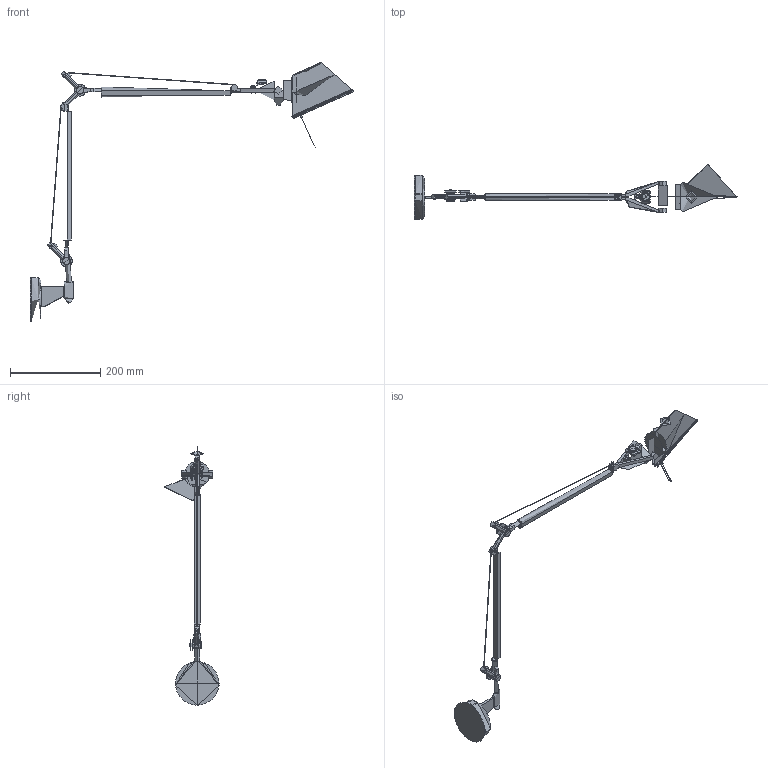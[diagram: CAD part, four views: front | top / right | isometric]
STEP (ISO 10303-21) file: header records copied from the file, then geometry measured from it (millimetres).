
FILE_DESCRIPTION(/* description */ (''),/* implementation_level */ '2;1');
FILE_NAME(/* name */ 'Tolomeo mini parete',/* time_stamp */ '2016-05-02T12:48:45+02:00',/* author */ (''),/* organization */ (''),/* preprocessor_version */ 'ST-DEVELOPER v15',/* originating_system */ '',/* authorisation */ '');
FILE_SCHEMA (('AUTOMOTIVE_DESIGN'));
Length unit declared in the file: millimetre
Products named in the file (31): Document; Blocco 02; Blocco 03; Blocco 04; Blocco 05; Blocco 06; Blocco 07; Blocco 08; Blocco 09; Blocco 10; Blocco 11; Blocco 12; Blocco 13; Blocco 14; Blocco 15; Blocco 16; Blocco 17; Blocco 18; Blocco 19; Blocco 20; Blocco 21; Blocco 22; Blocco 23; Blocco 24; Blocco 25; Blocco 26; Blocco 27; Blocco 28; Blocco 29; Blocco 30; Blocco 31
Assembly tree (30 placements, depth 2):
  Document
    Blocco 02
    Blocco 03
    Blocco 04
    Blocco 05
    Blocco 06
    Blocco 07
    Blocco 08
    Blocco 09
    Blocco 10
    Blocco 11
    Blocco 12
    Blocco 13
    Blocco 14
    Blocco 15
    Blocco 16
    Blocco 17
    Blocco 18
    Blocco 19
    Blocco 20
    Blocco 21
    Blocco 22
    Blocco 23
    Blocco 24
    Blocco 25
    Blocco 26
    Blocco 27
    Blocco 28
    Blocco 29
    Blocco 30
    Blocco 31
Bounding box: 715 x 120.54 x 573.41 mm (x, y, z)
Surface area: 188584.2 mm2 (no closed solid volume)
Topology: 0 solids, 525 shells, 575 faces, 2513 edges, 2463 vertices
Faces by surface type: bspline 301, plane 274
Entity records: 33039 total; most frequent: CARTESIAN_POINT 18807, ORIENTED_EDGE 2581, EDGE_CURVE 2477, VERTEX_POINT 2421, B_SPLINE_CURVE_WITH_KNOTS 1604, EDGE_LOOP 579, ADVANCED_FACE 575, FACE_OUTER_BOUND 575
